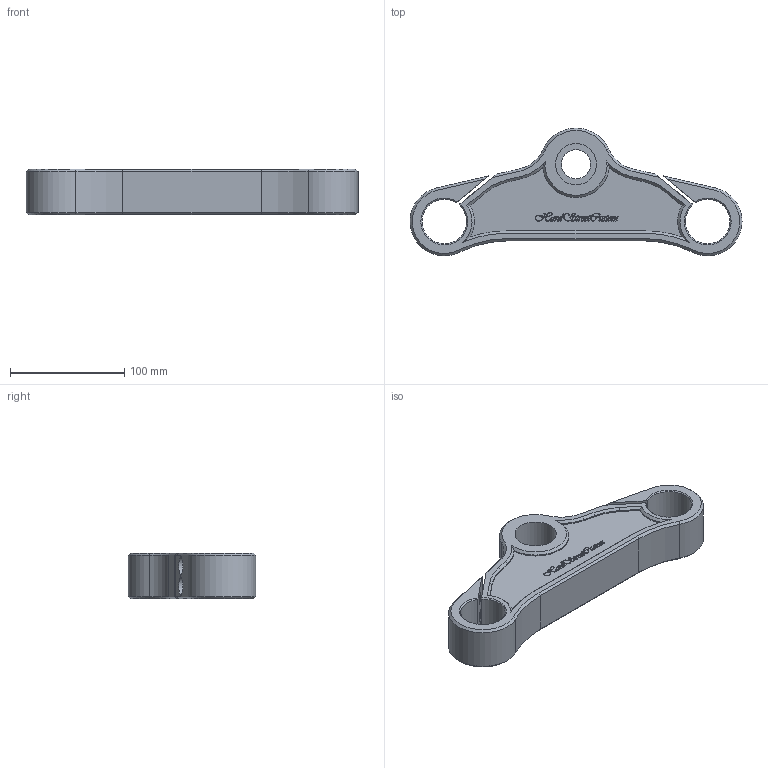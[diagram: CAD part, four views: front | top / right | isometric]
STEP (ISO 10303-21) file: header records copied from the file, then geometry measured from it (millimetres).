
FILE_DESCRIPTION(/* description */ (''),/* implementation_level */ '2;1');
FILE_NAME(/* name */ 'te _ sup v2 ok v3.step',/* time_stamp */ '2020-04-29T22:15:27+02:00',/* author */ (''),/* organization */ (''),/* preprocessor_version */ 'ST-DEVELOPER v18.1',/* originating_system */ 'Autodesk Translation Framework v9.2.0.1227',/* authorisation */ '');
FILE_SCHEMA (('AUTOMOTIVE_DESIGN { 1 0 10303 214 3 1 1 }'));
Length unit declared in the file: millimetre
Products named in the file (1): te : sup v2 ok
Bounding box: 290 x 111.48 x 40 mm (x, y, z)
Volume: 552895.8 mm3; surface area: 89986.4 mm2
Topology: 1 solids, 1 shells, 1025 faces, 2879 edges, 1889 vertices
Faces by surface type: bspline 457, cylinder 333, plane 203, cone 32
Full cylindrical faces by diameter (mm): 8.78 x120, 10 x4, 10.17 x122, 16 x4, 25.5 x1, 31.5 x1, 36 x1
Entity records: 62363 total; most frequent: CARTESIAN_POINT 39999, ORIENTED_EDGE 5750, EDGE_CURVE 2875, DIRECTION 2765, VERTEX_POINT 1889, B_SPLINE_CURVE_WITH_KNOTS 1456, LINE 1195, VECTOR 1195
